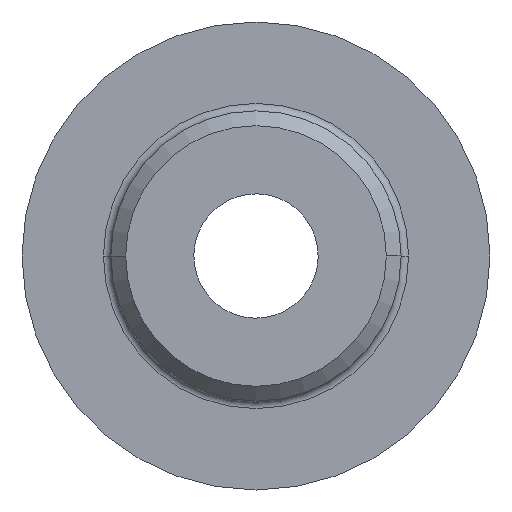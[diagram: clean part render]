
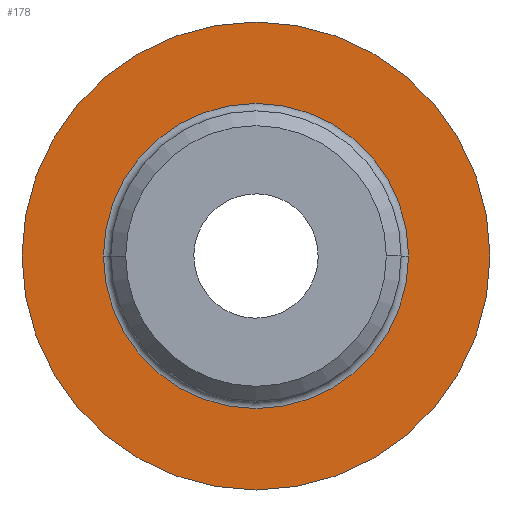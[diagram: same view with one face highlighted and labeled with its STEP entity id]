
A CAD part, left-side view. The second image highlights one B-rep face of the part: STEP entity #178.
In plain terms, the highlighted planar face has unit normal (-1, 0, 0).
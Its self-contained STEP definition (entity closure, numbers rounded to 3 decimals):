
#103=CARTESIAN_POINT('Vertex',(8.,50.924,27.322)) ;
#108=CARTESIAN_POINT('Axis2P3D Location',(8.,43.024,27.322)) ;
#112=CARTESIAN_POINT('Vertex',(8.,35.124,27.322)) ;
#134=CARTESIAN_POINT('Axis2P3D Location',(8.,43.024,27.322)) ;
#151=CARTESIAN_POINT('Axis2P3D Location',(8.,0.,0.)) ;
#160=CARTESIAN_POINT('Axis2P3D Location',(8.,43.024,27.322)) ;
#164=CARTESIAN_POINT('Vertex',(8.,48.174,27.322)) ;
#166=CARTESIAN_POINT('Vertex',(8.,37.874,27.322)) ;
#169=CARTESIAN_POINT('Axis2P3D Location',(8.,43.024,27.322)) ;
#109=DIRECTION('Axis2P3D Direction',(1.,0.,0.)) ;
#135=DIRECTION('Axis2P3D Direction',(1.,0.,0.)) ;
#152=DIRECTION('Axis2P3D Direction',(1.,0.,0.)) ;
#153=DIRECTION('Axis2P3D XDirection',(0.,1.,0.)) ;
#161=DIRECTION('Axis2P3D Direction',(1.,0.,0.)) ;
#170=DIRECTION('Axis2P3D Direction',(1.,0.,0.)) ;
#110=AXIS2_PLACEMENT_3D('Circle Axis2P3D',#108,#109,$) ;
#136=AXIS2_PLACEMENT_3D('Circle Axis2P3D',#134,#135,$) ;
#154=AXIS2_PLACEMENT_3D('Plane Axis2P3D',#151,#152,#153) ;
#162=AXIS2_PLACEMENT_3D('Circle Axis2P3D',#160,#161,$) ;
#171=AXIS2_PLACEMENT_3D('Circle Axis2P3D',#169,#170,$) ;
#157=ORIENTED_EDGE('',*,*,#138,.F.) ;
#158=ORIENTED_EDGE('',*,*,#114,.F.) ;
#175=ORIENTED_EDGE('',*,*,#168,.F.) ;
#176=ORIENTED_EDGE('',*,*,#173,.F.) ;
#177=FACE_BOUND('',#174,.T.) ;
#178=ADVANCED_FACE('PartBody',(#159,#177),#155,.F.) ;
#111=CIRCLE('generated circle',#110,7.9) ;
#137=CIRCLE('generated circle',#136,7.9) ;
#163=CIRCLE('generated circle',#162,5.15) ;
#172=CIRCLE('generated circle',#171,5.15) ;
#114=EDGE_CURVE('',#104,#113,#111,.T.) ;
#138=EDGE_CURVE('',#113,#104,#137,.T.) ;
#168=EDGE_CURVE('',#165,#167,#163,.F.) ;
#173=EDGE_CURVE('',#167,#165,#172,.F.) ;
#156=EDGE_LOOP('',(#157,#158)) ;
#174=EDGE_LOOP('',(#175,#176)) ;
#159=FACE_OUTER_BOUND('',#156,.T.) ;
#155=PLANE('Plane',#154) ;
#104=VERTEX_POINT('',#103) ;
#113=VERTEX_POINT('',#112) ;
#165=VERTEX_POINT('',#164) ;
#167=VERTEX_POINT('',#166) ;
